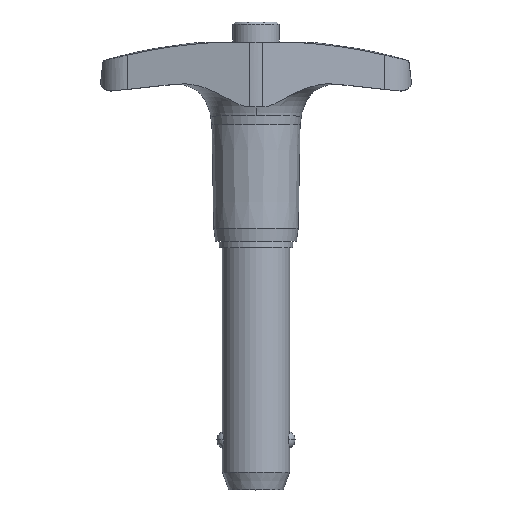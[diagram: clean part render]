
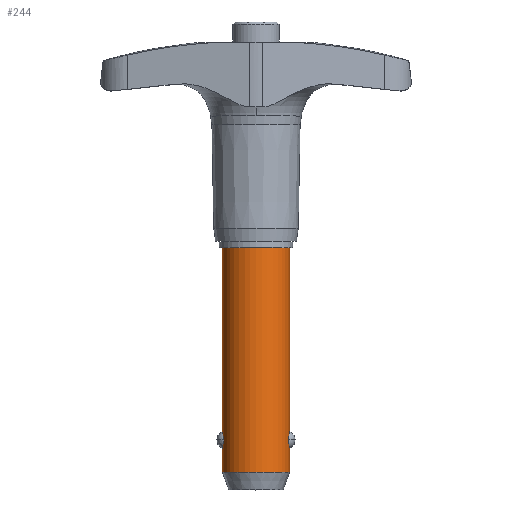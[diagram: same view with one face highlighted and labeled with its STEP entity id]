
A CAD part, top view. The second image highlights one B-rep face of the part: STEP entity #244.
In plain terms, the highlighted cylindrical face has radius 5.556 mm (diameter 11.113 mm), a partial arc.
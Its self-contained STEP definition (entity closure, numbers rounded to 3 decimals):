
#244=ADVANCED_FACE('',(#488),#489,.T.);
#488=FACE_OUTER_BOUND('',#723,.T.);
#489=CYLINDRICAL_SURFACE('',#724,5.556);
#723=EDGE_LOOP('',(#1429,#1430,#1431,#1432,#1433,#1434,#1435,#1436,#1437,#1438));
#724=AXIS2_PLACEMENT_3D('',#1439,#1440,#1441);
#1429=ORIENTED_EDGE('',*,*,#1502,.T.);
#1430=ORIENTED_EDGE('',*,*,#1685,.T.);
#1431=ORIENTED_EDGE('',*,*,#1683,.T.);
#1432=ORIENTED_EDGE('',*,*,#1508,.T.);
#1433=ORIENTED_EDGE('',*,*,#1459,.F.);
#1434=ORIENTED_EDGE('',*,*,#1507,.T.);
#1435=ORIENTED_EDGE('',*,*,#1544,.T.);
#1436=ORIENTED_EDGE('',*,*,#1713,.T.);
#1437=ORIENTED_EDGE('',*,*,#1504,.T.);
#1438=ORIENTED_EDGE('',*,*,#1469,.T.);
#1439=CARTESIAN_POINT('',(0.0,-20.066,0.0));
#1440=DIRECTION('',(-0.0,1.0,0.0));
#1441=DIRECTION('',(1.0,0.0,0.0));
#1459=EDGE_CURVE('',#1757,#1756,#1759,.T.);
#1469=EDGE_CURVE('',#1777,#1775,#1778,.T.);
#1502=EDGE_CURVE('',#1775,#1838,#1839,.T.);
#1504=EDGE_CURVE('',#1841,#1777,#1842,.T.);
#1507=EDGE_CURVE('',#1757,#1845,#1847,.T.);
#1508=EDGE_CURVE('',#1848,#1756,#1849,.T.);
#1544=EDGE_CURVE('',#1845,#1902,#1904,.T.);
#1683=EDGE_CURVE('',#2099,#1848,#2101,.T.);
#1685=EDGE_CURVE('',#1838,#2099,#2103,.T.);
#1713=EDGE_CURVE('',#1902,#1841,#2133,.T.);
#1756=VERTEX_POINT('',#2290);
#1757=VERTEX_POINT('',#2291);
#1759=CIRCLE('',#2293,5.556);
#1775=VERTEX_POINT('',#2339);
#1777=VERTEX_POINT('',#2342);
#1778=CIRCLE('',#2343,5.556);
#1838=VERTEX_POINT('',#2441);
#1839=LINE('',#2442,#2443);
#1841=VERTEX_POINT('',#2445);
#1842=LINE('',#2446,#2447);
#1845=VERTEX_POINT('',#2463);
#1847=LINE('',#2478,#2479);
#1848=VERTEX_POINT('',#2480);
#1849=LINE('',#2481,#2482);
#1902=VERTEX_POINT('',#2675);
#1904=B_SPLINE_CURVE_WITH_KNOTS('',3,(#2677,#2678,#2679,#2680,#2681,#2682,#2683,#2684,#2685,#2686,#2687,#2688,#2689,#2690),.UNSPECIFIED.,.F.,.F.,(4,2,2,2,2,2,4),(6.359,6.724,7.09,7.309,7.529,8.003,8.478),.UNSPECIFIED.);
#2099=VERTEX_POINT('',#3661);
#2101=B_SPLINE_CURVE_WITH_KNOTS('',3,(#3663,#3664,#3665,#3666,#3667,#3668,#3669,#3670,#3671,#3672,#3673,#3674,#3675,#3676),.UNSPECIFIED.,.F.,.F.,(4,2,2,2,2,2,4),(4.239,4.714,5.188,5.408,5.627,5.993,6.359),.UNSPECIFIED.);
#2103=B_SPLINE_CURVE_WITH_KNOTS('',3,(#3678,#3679,#3680,#3681,#3682,#3683,#3684,#3685,#3686,#3687,#3688,#3689,#3690,#3691),.UNSPECIFIED.,.F.,.F.,(4,2,2,2,2,2,4),(2.12,2.485,2.851,3.07,3.29,3.764,4.239),.UNSPECIFIED.);
#2133=B_SPLINE_CURVE_WITH_KNOTS('',3,(#3815,#3816,#3817,#3818,#3819,#3820,#3821,#3822,#3823,#3824,#3825,#3826,#3827,#3828),.UNSPECIFIED.,.F.,.F.,(4,2,2,2,2,2,4),(0.0,0.475,0.949,1.169,1.388,1.754,2.12),.UNSPECIFIED.);
#2290=CARTESIAN_POINT('',(5.556,0.0,0.0));
#2291=CARTESIAN_POINT('',(-5.556,0.0,0.));
#2293=AXIS2_PLACEMENT_3D('',#3933,#3934,#3935);
#2339=CARTESIAN_POINT('',(5.556,-37.236,0.0));
#2342=CARTESIAN_POINT('',(-5.556,-37.236,0.));
#2343=AXIS2_PLACEMENT_3D('',#3950,#3951,#3952);
#2441=CARTESIAN_POINT('',(5.556,-33.237,0.));
#2442=CARTESIAN_POINT('',(5.556,-20.066,0.));
#2443=VECTOR('',#4010,1.0);
#2445=CARTESIAN_POINT('',(-5.556,-33.237,0.));
#2446=CARTESIAN_POINT('',(-5.556,-20.066,0.));
#2447=VECTOR('',#4014,1.0);
#2463=CARTESIAN_POINT('',(-5.556,-30.48,0.));
#2478=CARTESIAN_POINT('',(-5.556,-20.066,0.));
#2479=VECTOR('',#4015,1.0);
#2480=CARTESIAN_POINT('',(5.556,-30.48,0.));
#2481=CARTESIAN_POINT('',(5.556,-20.066,0.));
#2482=VECTOR('',#4016,1.0);
#2675=CARTESIAN_POINT('',(-5.365,-31.858,1.446));
#2677=CARTESIAN_POINT('',(-5.556,-30.48,0.));
#2678=CARTESIAN_POINT('',(-5.556,-30.48,0.122));
#2679=CARTESIAN_POINT('',(-5.552,-30.495,0.254));
#2680=CARTESIAN_POINT('',(-5.534,-30.561,0.509));
#2681=CARTESIAN_POINT('',(-5.521,-30.611,0.632));
#2682=CARTESIAN_POINT('',(-5.499,-30.706,0.801));
#2683=CARTESIAN_POINT('',(-5.488,-30.75,0.868));
#2684=CARTESIAN_POINT('',(-5.467,-30.848,0.992));
#2685=CARTESIAN_POINT('',(-5.456,-30.903,1.049));
#2686=CARTESIAN_POINT('',(-5.426,-31.074,1.203));
#2687=CARTESIAN_POINT('',(-5.404,-31.218,1.294));
#2688=CARTESIAN_POINT('',(-5.373,-31.531,1.416));
#2689=CARTESIAN_POINT('',(-5.365,-31.7,1.446));
#2690=CARTESIAN_POINT('',(-5.365,-31.858,1.446));
#3661=CARTESIAN_POINT('',(5.365,-31.858,1.446));
#3663=CARTESIAN_POINT('',(5.365,-31.858,1.446));
#3664=CARTESIAN_POINT('',(5.365,-31.7,1.446));
#3665=CARTESIAN_POINT('',(5.373,-31.531,1.416));
#3666=CARTESIAN_POINT('',(5.404,-31.218,1.294));
#3667=CARTESIAN_POINT('',(5.426,-31.074,1.203));
#3668=CARTESIAN_POINT('',(5.456,-30.903,1.049));
#3669=CARTESIAN_POINT('',(5.467,-30.848,0.992));
#3670=CARTESIAN_POINT('',(5.488,-30.75,0.868));
#3671=CARTESIAN_POINT('',(5.499,-30.706,0.801));
#3672=CARTESIAN_POINT('',(5.521,-30.611,0.632));
#3673=CARTESIAN_POINT('',(5.534,-30.561,0.509));
#3674=CARTESIAN_POINT('',(5.552,-30.495,0.254));
#3675=CARTESIAN_POINT('',(5.556,-30.48,0.122));
#3676=CARTESIAN_POINT('',(5.556,-30.48,0.));
#3678=CARTESIAN_POINT('',(5.556,-33.237,0.));
#3679=CARTESIAN_POINT('',(5.556,-33.237,0.122));
#3680=CARTESIAN_POINT('',(5.552,-33.221,0.254));
#3681=CARTESIAN_POINT('',(5.534,-33.156,0.509));
#3682=CARTESIAN_POINT('',(5.521,-33.105,0.632));
#3683=CARTESIAN_POINT('',(5.499,-33.011,0.801));
#3684=CARTESIAN_POINT('',(5.488,-32.967,0.868));
#3685=CARTESIAN_POINT('',(5.467,-32.868,0.992));
#3686=CARTESIAN_POINT('',(5.456,-32.813,1.049));
#3687=CARTESIAN_POINT('',(5.426,-32.643,1.203));
#3688=CARTESIAN_POINT('',(5.404,-32.499,1.294));
#3689=CARTESIAN_POINT('',(5.373,-32.185,1.416));
#3690=CARTESIAN_POINT('',(5.365,-32.016,1.446));
#3691=CARTESIAN_POINT('',(5.365,-31.858,1.446));
#3815=CARTESIAN_POINT('',(-5.365,-31.858,1.446));
#3816=CARTESIAN_POINT('',(-5.365,-32.016,1.446));
#3817=CARTESIAN_POINT('',(-5.373,-32.185,1.416));
#3818=CARTESIAN_POINT('',(-5.404,-32.499,1.294));
#3819=CARTESIAN_POINT('',(-5.426,-32.643,1.203));
#3820=CARTESIAN_POINT('',(-5.456,-32.813,1.049));
#3821=CARTESIAN_POINT('',(-5.467,-32.868,0.992));
#3822=CARTESIAN_POINT('',(-5.488,-32.967,0.868));
#3823=CARTESIAN_POINT('',(-5.499,-33.011,0.801));
#3824=CARTESIAN_POINT('',(-5.521,-33.105,0.632));
#3825=CARTESIAN_POINT('',(-5.534,-33.156,0.509));
#3826=CARTESIAN_POINT('',(-5.552,-33.221,0.254));
#3827=CARTESIAN_POINT('',(-5.556,-33.237,0.122));
#3828=CARTESIAN_POINT('',(-5.556,-33.237,0.));
#3933=CARTESIAN_POINT('',(0.0,0.0,0.0));
#3934=DIRECTION('',(-0.0,1.0,0.0));
#3935=DIRECTION('',(1.0,0.0,0.0));
#3950=CARTESIAN_POINT('',(0.0,-37.236,0.0));
#3951=DIRECTION('',(0.,1.0,0.0));
#3952=DIRECTION('',(1.0,0.,0.0));
#4010=DIRECTION('',(0.0,1.0,0.0));
#4014=DIRECTION('',(-0.0,-1.0,-0.0));
#4015=DIRECTION('',(-0.0,-1.0,-0.0));
#4016=DIRECTION('',(0.0,1.0,0.0));
